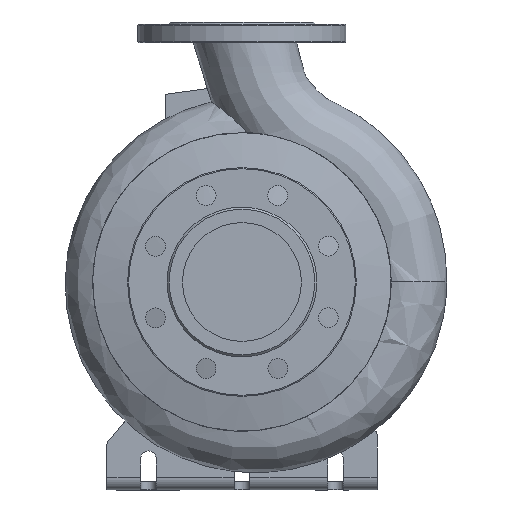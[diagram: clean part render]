
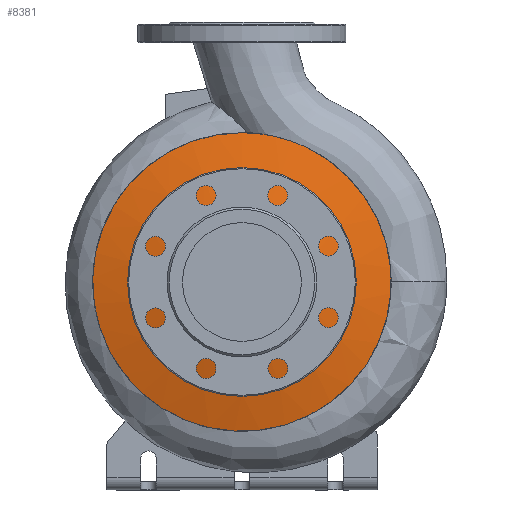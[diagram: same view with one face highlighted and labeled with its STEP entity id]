
A CAD part, left-side view. The second image highlights one B-rep face of the part: STEP entity #8381.
In plain terms, the highlighted conical face has half-angle 76.979 degrees and reference radius 107.845 mm.
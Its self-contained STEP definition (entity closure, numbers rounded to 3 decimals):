
#40=CONICAL_SURFACE('',#9261,107.845,1.344);
#133=B_SPLINE_CURVE_WITH_KNOTS('',3,(#16968,#16969,#16970,#16971),
 .UNSPECIFIED.,.F.,.F.,(4,4),(44.564,46.546),
 .UNSPECIFIED.);
#269=FACE_BOUND('',#1554,.T.);
#980=FACE_OUTER_BOUND('',#1553,.T.);
#1553=EDGE_LOOP('',(#7636,#7637));
#1554=EDGE_LOOP('',(#7638));
#3342=CIRCLE('',#9262,143.54);
#3343=CIRCLE('',#9263,72.15);
#4126=VERTEX_POINT('',#16950);
#4127=VERTEX_POINT('',#16967);
#4137=VERTEX_POINT('',#17078);
#5299=EDGE_CURVE('',#4127,#4126,#133,.T.);
#5315=EDGE_CURVE('',#4126,#4127,#3342,.T.);
#5316=EDGE_CURVE('',#4137,#4137,#3343,.T.);
#7636=ORIENTED_EDGE('',*,*,#5299,.T.);
#7637=ORIENTED_EDGE('',*,*,#5315,.T.);
#7638=ORIENTED_EDGE('',*,*,#5316,.F.);
#8381=ADVANCED_FACE('',(#980,#269),#40,.T.);
#9261=AXIS2_PLACEMENT_3D('',#17076,#11639,#11640);
#9262=AXIS2_PLACEMENT_3D('',#17077,#11641,#11642);
#9263=AXIS2_PLACEMENT_3D('',#17079,#11643,#11644);
#11639=DIRECTION('center_axis',(1.,0.,0.));
#11640=DIRECTION('ref_axis',(0.,0.,1.));
#11641=DIRECTION('center_axis',(-1.,0.,0.));
#11642=DIRECTION('ref_axis',(0.,0.,1.));
#11643=DIRECTION('center_axis',(-1.,0.,0.));
#11644=DIRECTION('ref_axis',(0.,0.,1.));
#16950=CARTESIAN_POINT('',(-45.991,-47.859,335.326));
#16967=CARTESIAN_POINT('',(-45.991,-61.768,329.57));
#16968=CARTESIAN_POINT('Ctrl Pts',(-45.991,-61.768,329.57));
#16969=CARTESIAN_POINT('Ctrl Pts',(-46.059,-57.055,
331.491));
#16970=CARTESIAN_POINT('Ctrl Pts',(-46.067,-52.458,
333.351));
#16971=CARTESIAN_POINT('Ctrl Pts',(-45.991,-47.859,335.326));
#17076=CARTESIAN_POINT('Origin',(-54.246,0.,200.));
#17077=CARTESIAN_POINT('Origin',(-45.991,0.,200.));
#17078=CARTESIAN_POINT('',(-62.5,0.,272.15));
#17079=CARTESIAN_POINT('Origin',(-62.5,0.,200.));
